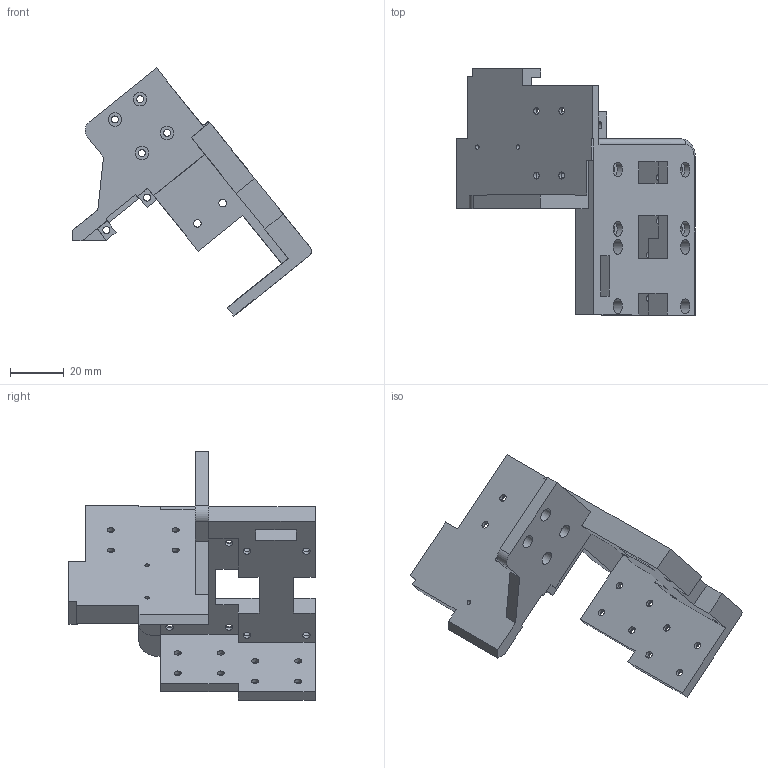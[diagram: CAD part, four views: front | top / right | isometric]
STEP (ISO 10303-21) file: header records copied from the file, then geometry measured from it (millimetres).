
FILE_DESCRIPTION(/* description */ (''),/* implementation_level */ '2;1');
FILE_NAME(/* name */ 'thumb_fingers_lower_palm_metal.stp',/* time_stamp */ '2025-01-01T15:42:31-05:00',/* author */ ('Kenny'),/* organization */ (''),/* preprocessor_version */ 'ST-DEVELOPER v20',/* originating_system */ 'Autodesk Inventor 2025',/* authorisation */ '');
FILE_SCHEMA (('AUTOMOTIVE_DESIGN { 1 0 10303 214 3 1 1 }'));
Length unit declared in the file: millimetre
Products named in the file (1): palm_bottom_aligned_thumb_metal_MIR
Bounding box: 88.59 x 91.3 x 92 mm (x, y, z)
Volume: 56922.2 mm3; surface area: 27290.6 mm2
Topology: 1 solids, 1 shells, 181 faces, 457 edges, 308 vertices
Faces by surface type: plane 117, cylinder 63, torus 1
Full cylindrical faces by diameter (mm): 1.6 x2, 2.6 x20, 2.8 x10, 5 x18, 5.5 x8
Entity records: 5618 total; most frequent: DIRECTION 957, CARTESIAN_POINT 938, ORIENTED_EDGE 896, EDGE_CURVE 448, LINE 321, VECTOR 321, AXIS2_PLACEMENT_3D 318, VERTEX_POINT 296
